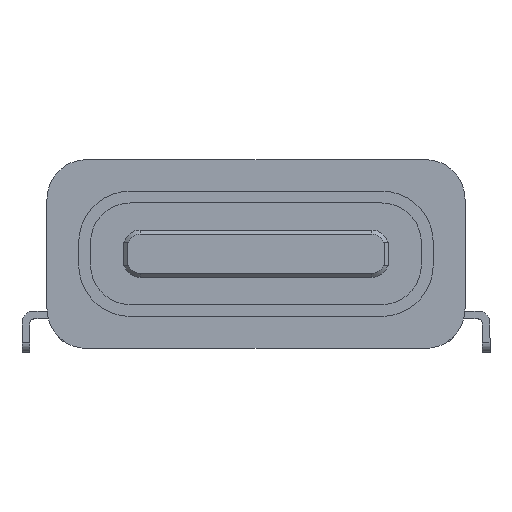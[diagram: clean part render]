
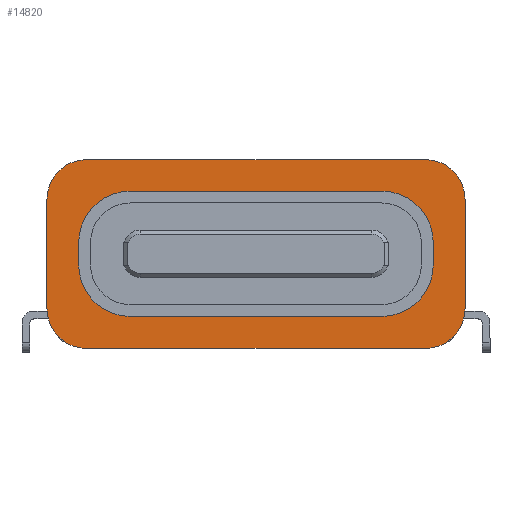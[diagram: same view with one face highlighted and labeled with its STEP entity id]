
A CAD part, front view. The second image highlights one B-rep face of the part: STEP entity #14820.
In plain terms, the highlighted planar face has unit normal (0, -1, 0).
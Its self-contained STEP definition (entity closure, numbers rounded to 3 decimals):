
#191 = AXIS2_PLACEMENT_3D ( 'NONE', #21772, #23871, #16520 ) ;
#247 = CARTESIAN_POINT ( 'NONE',  ( 4.469, 0., 2.107 ) ) ;
#447 = ORIENTED_EDGE ( 'NONE', *, *, #4547, .F. ) ;
#577 = LINE ( 'NONE', #6319, #18829 ) ;
#1027 = VECTOR ( 'NONE', #9128, 1000. ) ;
#1280 = ORIENTED_EDGE ( 'NONE', *, *, #12402, .T. ) ;
#1295 = EDGE_CURVE ( 'NONE', #14419, #6328, #15099, .T. ) ;
#1713 = LINE ( 'NONE', #5113, #1027 ) ;
#1961 = VERTEX_POINT ( 'NONE', #18512 ) ;
#1996 = DIRECTION ( 'NONE',  ( 0., 0., 1. ) ) ;
#2061 = ORIENTED_EDGE ( 'NONE', *, *, #14345, .F. ) ;
#2110 = FACE_OUTER_BOUND ( 'NONE', #12112, .T. ) ;
#2294 = VERTEX_POINT ( 'NONE', #11480 ) ;
#2492 = CARTESIAN_POINT ( 'NONE',  ( -4.471, 0., 2.667 ) ) ;
#2508 = DIRECTION ( 'NONE',  ( -1., 0., 0. ) ) ;
#2829 = AXIS2_PLACEMENT_3D ( 'NONE', #13237, #18759, #2508 ) ;
#3810 = VERTEX_POINT ( 'NONE', #8164 ) ;
#4380 = LINE ( 'NONE', #17462, #17460 ) ;
#4472 = VECTOR ( 'NONE', #9846, 1000. ) ;
#4545 = VERTEX_POINT ( 'NONE', #16049 ) ;
#4547 = EDGE_CURVE ( 'NONE', #9063, #4959, #14171, .T. ) ;
#4721 = DIRECTION ( 'NONE',  ( 0., 1., 0. ) ) ;
#4805 = DIRECTION ( 'NONE',  ( 0., 1., 0. ) ) ;
#4959 = VERTEX_POINT ( 'NONE', #15887 ) ;
#5102 = ORIENTED_EDGE ( 'NONE', *, *, #11666, .T. ) ;
#5113 = CARTESIAN_POINT ( 'NONE',  ( -5.27, 0., 0. ) ) ;
#5450 = AXIS2_PLACEMENT_3D ( 'NONE', #11877, #4805, #17997 ) ;
#5515 = VECTOR ( 'NONE', #10025, 1000. ) ;
#5561 = CARTESIAN_POINT ( 'NONE',  ( -3.171, 0., 2.667 ) ) ;
#5727 = VECTOR ( 'NONE', #7216, 1000. ) ;
#5948 = VERTEX_POINT ( 'NONE', #14375 ) ;
#6121 = EDGE_CURVE ( 'NONE', #4959, #17071, #13705, .T. ) ;
#6319 = CARTESIAN_POINT ( 'NONE',  ( -4.471, 0., 2.667 ) ) ;
#6321 = LINE ( 'NONE', #10099, #4472 ) ;
#6328 = VERTEX_POINT ( 'NONE', #10065 ) ;
#6363 = VERTEX_POINT ( 'NONE', #7033 ) ;
#6457 = CARTESIAN_POINT ( 'NONE',  ( 4.27, 0., 4.76 ) ) ;
#6985 = AXIS2_PLACEMENT_3D ( 'NONE', #12924, #13292, #16636 ) ;
#7033 = CARTESIAN_POINT ( 'NONE',  ( 4.469, 0., 2.107 ) ) ;
#7089 = ORIENTED_EDGE ( 'NONE', *, *, #1295, .T. ) ;
#7102 = EDGE_CURVE ( 'NONE', #6363, #5948, #14052, .T. ) ;
#7216 = DIRECTION ( 'NONE',  ( 1., 0., 0. ) ) ;
#7256 = ORIENTED_EDGE ( 'NONE', *, *, #17632, .T. ) ;
#7499 = DIRECTION ( 'NONE',  ( 1., 0., 0. ) ) ;
#7734 = DIRECTION ( 'NONE',  ( 0., -1., 0. ) ) ;
#7847 = FACE_BOUND ( 'NONE', #22324, .T. ) ;
#8164 = CARTESIAN_POINT ( 'NONE',  ( -5.27, 0., 1. ) ) ;
#8187 = AXIS2_PLACEMENT_3D ( 'NONE', #19555, #15903, #23362 ) ;
#8249 = VERTEX_POINT ( 'NONE', #16432 ) ;
#8320 = ORIENTED_EDGE ( 'NONE', *, *, #23345, .F. ) ;
#8637 = ORIENTED_EDGE ( 'NONE', *, *, #15566, .F. ) ;
#9023 = ORIENTED_EDGE ( 'NONE', *, *, #22190, .F. ) ;
#9063 = VERTEX_POINT ( 'NONE', #22655 ) ;
#9128 = DIRECTION ( 'NONE',  ( -1., 0., 0. ) ) ;
#9676 = CARTESIAN_POINT ( 'NONE',  ( 0., 0., 0. ) ) ;
#9719 = ORIENTED_EDGE ( 'NONE', *, *, #10736, .T. ) ;
#9738 = DIRECTION ( 'NONE',  ( 0., 0., -1. ) ) ;
#9846 = DIRECTION ( 'NONE',  ( -1., 0., 0. ) ) ;
#9855 = VECTOR ( 'NONE', #1996, 1000. ) ;
#9959 = CIRCLE ( 'NONE', #13867, 1.3 ) ;
#9987 = CARTESIAN_POINT ( 'NONE',  ( 3.169, 0., 3.967 ) ) ;
#10025 = DIRECTION ( 'NONE',  ( 0., 0., 1. ) ) ;
#10065 = CARTESIAN_POINT ( 'NONE',  ( 4.469, 0., 2.667 ) ) ;
#10099 = CARTESIAN_POINT ( 'NONE',  ( 0., 0., 0.807 ) ) ;
#10200 = EDGE_CURVE ( 'NONE', #17071, #4545, #1713, .T. ) ;
#10236 = VECTOR ( 'NONE', #23497, 1000. ) ;
#10603 = VERTEX_POINT ( 'NONE', #21826 ) ;
#10694 = ORIENTED_EDGE ( 'NONE', *, *, #6121, .F. ) ;
#10736 = EDGE_CURVE ( 'NONE', #1961, #14419, #18437, .T. ) ;
#11480 = CARTESIAN_POINT ( 'NONE',  ( -5.27, 0., 3.76 ) ) ;
#11666 = EDGE_CURVE ( 'NONE', #10603, #23103, #12259, .T. ) ;
#11850 = CARTESIAN_POINT ( 'NONE',  ( -5.27, 0., 4.76 ) ) ;
#11877 = CARTESIAN_POINT ( 'NONE',  ( -4.27, 0., 3.76 ) ) ;
#11931 = VERTEX_POINT ( 'NONE', #6457 ) ;
#12112 = EDGE_LOOP ( 'NONE', ( #447, #2061, #23126, #9023, #8320, #12413, #19154, #10694 ) ) ;
#12144 = DIRECTION ( 'NONE',  ( 1., 0., 0. ) ) ;
#12259 = CIRCLE ( 'NONE', #191, 1.3 ) ;
#12402 = EDGE_CURVE ( 'NONE', #12579, #1961, #9959, .T. ) ;
#12413 = ORIENTED_EDGE ( 'NONE', *, *, #17397, .F. ) ;
#12579 = VERTEX_POINT ( 'NONE', #2492 ) ;
#12717 = CARTESIAN_POINT ( 'NONE',  ( -4.471, 0., 2.107 ) ) ;
#12924 = CARTESIAN_POINT ( 'NONE',  ( 4.27, 0., 3.76 ) ) ;
#13121 = ORIENTED_EDGE ( 'NONE', *, *, #7102, .T. ) ;
#13237 = CARTESIAN_POINT ( 'NONE',  ( 4.27, 0., 1. ) ) ;
#13292 = DIRECTION ( 'NONE',  ( 0., 1., 0. ) ) ;
#13583 = CIRCLE ( 'NONE', #6985, 1. ) ;
#13666 = DIRECTION ( 'NONE',  ( 1., 0., 0. ) ) ;
#13705 = CIRCLE ( 'NONE', #2829, 1. ) ;
#13867 = AXIS2_PLACEMENT_3D ( 'NONE', #5561, #18507, #22212 ) ;
#14052 = CIRCLE ( 'NONE', #8187, 1.3 ) ;
#14171 = LINE ( 'NONE', #19684, #10236 ) ;
#14345 = EDGE_CURVE ( 'NONE', #11931, #9063, #13583, .T. ) ;
#14375 = CARTESIAN_POINT ( 'NONE',  ( 3.169, 0., 0.807 ) ) ;
#14419 = VERTEX_POINT ( 'NONE', #9987 ) ;
#14648 = DIRECTION ( 'NONE',  ( 0., 1., 0. ) ) ;
#14820 = ADVANCED_FACE ( 'NONE', ( #7847, #2110 ), #16906, .T. ) ;
#15099 = CIRCLE ( 'NONE', #18205, 1.3 ) ;
#15402 = LINE ( 'NONE', #247, #9855 ) ;
#15428 = CIRCLE ( 'NONE', #17751, 1. ) ;
#15566 = EDGE_CURVE ( 'NONE', #12579, #23103, #577, .T. ) ;
#15887 = CARTESIAN_POINT ( 'NONE',  ( 5.27, 0., 1. ) ) ;
#15903 = DIRECTION ( 'NONE',  ( 0., 1., 0. ) ) ;
#16021 = EDGE_CURVE ( 'NONE', #6363, #6328, #15402, .T. ) ;
#16049 = CARTESIAN_POINT ( 'NONE',  ( -4.27, 0., 0. ) ) ;
#16400 = AXIS2_PLACEMENT_3D ( 'NONE', #9676, #7734, #7499 ) ;
#16432 = CARTESIAN_POINT ( 'NONE',  ( -4.27, 0., 4.76 ) ) ;
#16520 = DIRECTION ( 'NONE',  ( 1., 0., 0. ) ) ;
#16618 = CARTESIAN_POINT ( 'NONE',  ( -4.27, 0., 1. ) ) ;
#16636 = DIRECTION ( 'NONE',  ( -1., 0., 0. ) ) ;
#16906 = PLANE ( 'NONE',  #16400 ) ;
#17071 = VERTEX_POINT ( 'NONE', #18934 ) ;
#17125 = ORIENTED_EDGE ( 'NONE', *, *, #16021, .F. ) ;
#17397 = EDGE_CURVE ( 'NONE', #4545, #3810, #15428, .T. ) ;
#17460 = VECTOR ( 'NONE', #13666, 1000. ) ;
#17462 = CARTESIAN_POINT ( 'NONE',  ( 5.27, 0., 4.76 ) ) ;
#17606 = LINE ( 'NONE', #11850, #5515 ) ;
#17632 = EDGE_CURVE ( 'NONE', #5948, #10603, #6321, .T. ) ;
#17751 = AXIS2_PLACEMENT_3D ( 'NONE', #16618, #14648, #18187 ) ;
#17997 = DIRECTION ( 'NONE',  ( -1., 0., 0. ) ) ;
#18187 = DIRECTION ( 'NONE',  ( -1., 0., 0. ) ) ;
#18205 = AXIS2_PLACEMENT_3D ( 'NONE', #21490, #4721, #12144 ) ;
#18437 = LINE ( 'NONE', #21762, #5727 ) ;
#18507 = DIRECTION ( 'NONE',  ( 0., 1., 0. ) ) ;
#18512 = CARTESIAN_POINT ( 'NONE',  ( -3.171, 0., 3.967 ) ) ;
#18759 = DIRECTION ( 'NONE',  ( 0., 1., 0. ) ) ;
#18829 = VECTOR ( 'NONE', #9738, 1000. ) ;
#18934 = CARTESIAN_POINT ( 'NONE',  ( 4.27, 0., 0. ) ) ;
#19154 = ORIENTED_EDGE ( 'NONE', *, *, #10200, .F. ) ;
#19555 = CARTESIAN_POINT ( 'NONE',  ( 3.169, 0., 2.107 ) ) ;
#19684 = CARTESIAN_POINT ( 'NONE',  ( 5.27, 0., 0. ) ) ;
#20301 = CIRCLE ( 'NONE', #5450, 1. ) ;
#21125 = EDGE_CURVE ( 'NONE', #8249, #11931, #4380, .T. ) ;
#21490 = CARTESIAN_POINT ( 'NONE',  ( 3.169, 0., 2.667 ) ) ;
#21762 = CARTESIAN_POINT ( 'NONE',  ( 0., 0., 3.967 ) ) ;
#21772 = CARTESIAN_POINT ( 'NONE',  ( -3.171, 0., 2.107 ) ) ;
#21826 = CARTESIAN_POINT ( 'NONE',  ( -3.171, 0., 0.807 ) ) ;
#22190 = EDGE_CURVE ( 'NONE', #2294, #8249, #20301, .T. ) ;
#22212 = DIRECTION ( 'NONE',  ( 1., 0., 0. ) ) ;
#22324 = EDGE_LOOP ( 'NONE', ( #8637, #1280, #9719, #7089, #17125, #13121, #7256, #5102 ) ) ;
#22655 = CARTESIAN_POINT ( 'NONE',  ( 5.27, 0., 3.76 ) ) ;
#23103 = VERTEX_POINT ( 'NONE', #12717 ) ;
#23126 = ORIENTED_EDGE ( 'NONE', *, *, #21125, .F. ) ;
#23345 = EDGE_CURVE ( 'NONE', #3810, #2294, #17606, .T. ) ;
#23362 = DIRECTION ( 'NONE',  ( 1., 0., 0. ) ) ;
#23497 = DIRECTION ( 'NONE',  ( 0., 0., -1. ) ) ;
#23871 = DIRECTION ( 'NONE',  ( 0., 1., 0. ) ) ;
